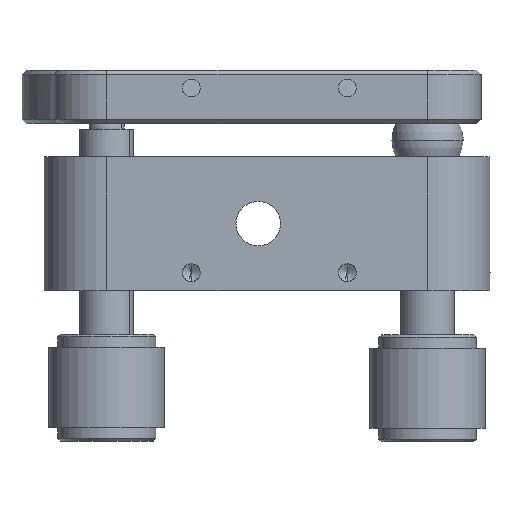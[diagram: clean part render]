
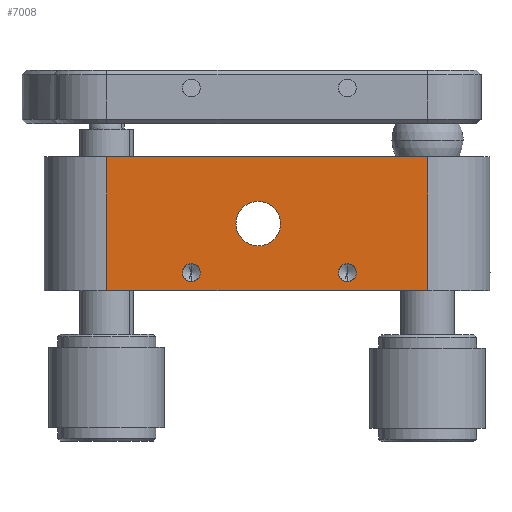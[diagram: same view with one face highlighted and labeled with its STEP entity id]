
A CAD part, front view. The second image highlights one B-rep face of the part: STEP entity #7008.
In plain terms, the highlighted planar face has unit normal (0, -1, 0).
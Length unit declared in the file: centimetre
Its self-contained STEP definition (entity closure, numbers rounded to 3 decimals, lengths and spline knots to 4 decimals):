
#4333 = CARTESIAN_POINT ( 'NONE',  ( -0.9225, -2.344, 0.25 ) ) ;
#4427 = CARTESIAN_POINT ( 'NONE',  ( -2.6225, -2.344, 0.75 ) ) ;
#4430 = DIRECTION ( 'NONE',  ( 0., 0., 1. ) ) ;
#4431 = AXIS2_PLACEMENT_3D ( 'NONE', #4436, #4450, #4430 ) ;
#4432 = CIRCLE ( 'NONE', #4431, 0.25 ) ;
#4436 = CARTESIAN_POINT ( 'NONE',  ( -0.9225, -2.344, 0. ) ) ;
#4446 = DIRECTION ( 'NONE',  ( 0., 0., -1. ) ) ;
#4447 = VECTOR ( 'NONE', #4446, 100. ) ;
#4448 = CARTESIAN_POINT ( 'NONE',  ( -2.6225, -2.344, 0.75 ) ) ;
#4450 = DIRECTION ( 'NONE',  ( 0., 1., 0. ) ) ;
#4451 = LINE ( 'NONE', #4448, #4447 ) ;
#4466 = CARTESIAN_POINT ( 'NONE',  ( -2.6225, -2.344, -0.75 ) ) ;
#4478 = CARTESIAN_POINT ( 'NONE',  ( -0.9225, -2.344, -0.25 ) ) ;
#4498 = CARTESIAN_POINT ( 'NONE',  ( -1.6725, -2.344, -0.65 ) ) ;
#4501 = DIRECTION ( 'NONE',  ( 0., 0., -1. ) ) ;
#4502 = DIRECTION ( 'NONE',  ( 0., -1., 0. ) ) ;
#4504 = AXIS2_PLACEMENT_3D ( 'NONE', #4529, #4502, #4501 ) ;
#4529 = CARTESIAN_POINT ( 'NONE',  ( -1.6725, -2.344, -0.55 ) ) ;
#4578 = CIRCLE ( 'NONE', #4504, 0.1 ) ;
#4623 = CARTESIAN_POINT ( 'NONE',  ( 0.0775, -2.344, -0.65 ) ) ;
#4633 = DIRECTION ( 'NONE',  ( 0., 0., -1. ) ) ;
#4634 = DIRECTION ( 'NONE',  ( 0., -1., 0. ) ) ;
#4635 = CARTESIAN_POINT ( 'NONE',  ( 0.0775, -2.344, -0.55 ) ) ;
#4647 = CIRCLE ( 'NONE', #4702, 0.1 ) ;
#4701 = CARTESIAN_POINT ( 'NONE',  ( -1.6725, -2.344, -0.45 ) ) ;
#4702 = AXIS2_PLACEMENT_3D ( 'NONE', #4635, #4634, #4633 ) ;
#4708 = CARTESIAN_POINT ( 'NONE',  ( 0.0775, -2.344, -0.45 ) ) ;
#5241 = LINE ( 'NONE', #5280, #5279 ) ;
#5279 = VECTOR ( 'NONE', #5346, 100. ) ;
#5280 = CARTESIAN_POINT ( 'NONE',  ( 0.9775, -2.344, 0.75 ) ) ;
#5346 = DIRECTION ( 'NONE',  ( 0., 0., -1. ) ) ;
#5348 = CARTESIAN_POINT ( 'NONE',  ( 0.9775, -2.344, 0.75 ) ) ;
#5405 = CIRCLE ( 'NONE', #5448, 0.1 ) ;
#5413 = CARTESIAN_POINT ( 'NONE',  ( 0.0775, -2.344, -0.55 ) ) ;
#5447 = DIRECTION ( 'NONE',  ( 0., 0., -1. ) ) ;
#5448 = AXIS2_PLACEMENT_3D ( 'NONE', #5413, #5454, #5447 ) ;
#5454 = DIRECTION ( 'NONE',  ( 0., -1., 0. ) ) ;
#5470 = DIRECTION ( 'NONE',  ( 1., 0., 0. ) ) ;
#5471 = VECTOR ( 'NONE', #5470, 100. ) ;
#5472 = CARTESIAN_POINT ( 'NONE',  ( 0.0264, -2.344, 0.75 ) ) ;
#5473 = LINE ( 'NONE', #5472, #5471 ) ;
#5474 = DIRECTION ( 'NONE',  ( 0., 0., -1. ) ) ;
#5596 = CARTESIAN_POINT ( 'NONE',  ( -1.6725, -2.344, -0.55 ) ) ;
#5606 = AXIS2_PLACEMENT_3D ( 'NONE', #5596, #5609, #5474 ) ;
#5609 = DIRECTION ( 'NONE',  ( 0., -1., 0. ) ) ;
#5611 = CIRCLE ( 'NONE', #5606, 0.1 ) ;
#5647 = LINE ( 'NONE', #5701, #5700 ) ;
#5658 = CARTESIAN_POINT ( 'NONE',  ( 0.9775, -2.344, -0.75 ) ) ;
#5675 = DIRECTION ( 'NONE',  ( 0., 0., 1. ) ) ;
#5676 = DIRECTION ( 'NONE',  ( 0., 1., 0. ) ) ;
#5677 = AXIS2_PLACEMENT_3D ( 'NONE', #5687, #5676, #5675 ) ;
#5687 = CARTESIAN_POINT ( 'NONE',  ( -0.9225, -2.344, 0. ) ) ;
#5699 = DIRECTION ( 'NONE',  ( 1., 0., 0. ) ) ;
#5700 = VECTOR ( 'NONE', #5699, 100. ) ;
#5701 = CARTESIAN_POINT ( 'NONE',  ( 0.0264, -2.344, -0.75 ) ) ;
#5730 = CIRCLE ( 'NONE', #5677, 0.25 ) ;
#5744 = DIRECTION ( 'NONE',  ( 0., 0., 1. ) ) ;
#5753 = FACE_BOUND ( 'NONE', #6835, .T. ) ;
#5754 = FACE_BOUND ( 'NONE', #6876, .T. ) ;
#5757 = FACE_OUTER_BOUND ( 'NONE', #6945, .T. ) ;
#5764 = PLANE ( 'NONE',  #5768 ) ;
#5768 = AXIS2_PLACEMENT_3D ( 'NONE', #5841, #5848, #5744 ) ;
#5841 = CARTESIAN_POINT ( 'NONE',  ( 0.0264, -2.344, 0.75 ) ) ;
#5847 = FACE_BOUND ( 'NONE', #6877, .T. ) ;
#5848 = DIRECTION ( 'NONE',  ( 0., 1., 0. ) ) ;
#6229 = VERTEX_POINT ( 'NONE', #4333 ) ;
#6286 = VERTEX_POINT ( 'NONE', #4466 ) ;
#6289 = VERTEX_POINT ( 'NONE', #4427 ) ;
#6291 = EDGE_CURVE ( 'NONE', #6289, #6286, #4451, .T. ) ;
#6293 = VERTEX_POINT ( 'NONE', #4478 ) ;
#6299 = EDGE_CURVE ( 'NONE', #6293, #6229, #4432, .T. ) ;
#6326 = EDGE_CURVE ( 'NONE', #6353, #6328, #4578, .T. ) ;
#6328 = VERTEX_POINT ( 'NONE', #4498 ) ;
#6353 = VERTEX_POINT ( 'NONE', #4701 ) ;
#6358 = EDGE_CURVE ( 'NONE', #6376, #6364, #4647, .T. ) ;
#6364 = VERTEX_POINT ( 'NONE', #4623 ) ;
#6376 = VERTEX_POINT ( 'NONE', #4708 ) ;
#6645 = VERTEX_POINT ( 'NONE', #5348 ) ;
#6651 = EDGE_CURVE ( 'NONE', #6645, #6848, #5241, .T. ) ;
#6743 = EDGE_CURVE ( 'NONE', #6364, #6376, #5405, .T. ) ;
#6821 = ORIENTED_EDGE ( 'NONE', *, *, #6830, .F. ) ;
#6830 = EDGE_CURVE ( 'NONE', #6328, #6353, #5611, .T. ) ;
#6833 = ORIENTED_EDGE ( 'NONE', *, *, #6743, .F. ) ;
#6834 = EDGE_CURVE ( 'NONE', #6289, #6645, #5473, .T. ) ;
#6835 = EDGE_LOOP ( 'NONE', ( #6833, #6893 ) ) ;
#6848 = VERTEX_POINT ( 'NONE', #5658 ) ;
#6874 = ORIENTED_EDGE ( 'NONE', *, *, #6651, .F. ) ;
#6875 = EDGE_CURVE ( 'NONE', #6229, #6293, #5730, .T. ) ;
#6876 = EDGE_LOOP ( 'NONE', ( #6821, #6890 ) ) ;
#6877 = EDGE_LOOP ( 'NONE', ( #6941, #6879 ) ) ;
#6879 = ORIENTED_EDGE ( 'NONE', *, *, #6299, .T. ) ;
#6890 = ORIENTED_EDGE ( 'NONE', *, *, #6326, .F. ) ;
#6892 = ORIENTED_EDGE ( 'NONE', *, *, #6894, .T. ) ;
#6893 = ORIENTED_EDGE ( 'NONE', *, *, #6358, .F. ) ;
#6894 = EDGE_CURVE ( 'NONE', #6286, #6848, #5647, .T. ) ;
#6896 = ORIENTED_EDGE ( 'NONE', *, *, #6291, .T. ) ;
#6897 = ORIENTED_EDGE ( 'NONE', *, *, #6834, .F. ) ;
#6941 = ORIENTED_EDGE ( 'NONE', *, *, #6875, .T. ) ;
#6945 = EDGE_LOOP ( 'NONE', ( #6892, #6874, #6897, #6896 ) ) ;
#7008 = ADVANCED_FACE ( 'NONE', ( #5847, #5754, #5753, #5757 ), #5764, .F. ) ;
